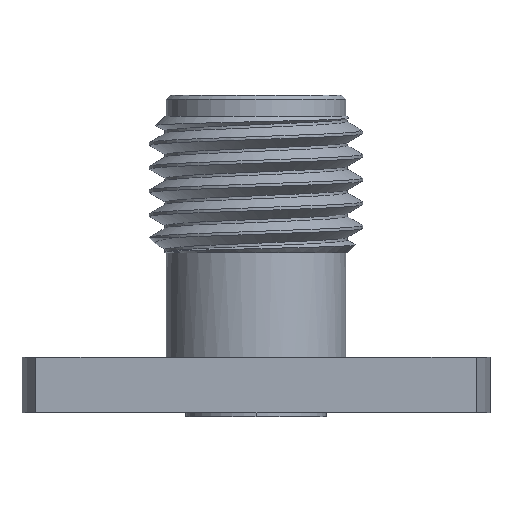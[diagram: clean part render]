
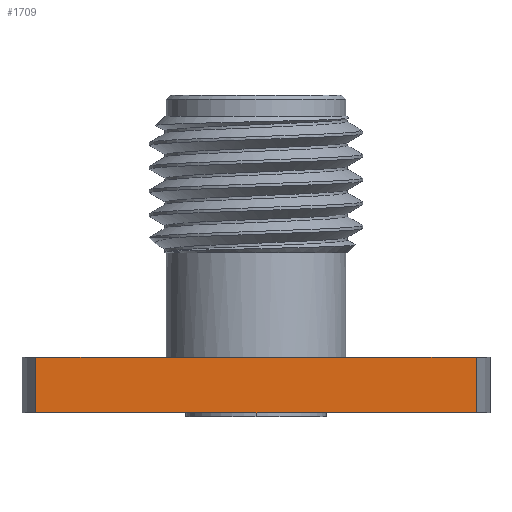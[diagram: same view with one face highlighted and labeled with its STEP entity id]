
A CAD part, left-side view. The second image highlights one B-rep face of the part: STEP entity #1709.
In plain terms, the highlighted planar face has unit normal (-1, 0, 0).
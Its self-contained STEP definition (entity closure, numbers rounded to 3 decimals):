
#35 = CARTESIAN_POINT ( 'NONE',  ( -2.415, 1.15, 0. ) ) ;
#68 = VERTEX_POINT ( 'NONE', #4472 ) ;
#106 = LINE ( 'NONE', #3459, #804 ) ;
#655 = VERTEX_POINT ( 'NONE', #4235 ) ;
#804 = VECTOR ( 'NONE', #1688, 1000. ) ;
#910 = DIRECTION ( 'NONE',  ( 0., -1., 0. ) ) ;
#926 = VERTEX_POINT ( 'NONE', #4448 ) ;
#1108 = VERTEX_POINT ( 'NONE', #35 ) ;
#1240 = DIRECTION ( 'NONE',  ( 0., -1., 0. ) ) ;
#1377 = CARTESIAN_POINT ( 'NONE',  ( -2.415, -6.554, -1.65 ) ) ;
#1620 = CARTESIAN_POINT ( 'NONE',  ( -2.415, -6.554, 0. ) ) ;
#1683 = ORIENTED_EDGE ( 'NONE', *, *, #2419, .F. ) ;
#1688 = DIRECTION ( 'NONE',  ( 0., -1., 0. ) ) ;
#1709 = ADVANCED_FACE ( 'NONE', ( #4528 ), #3726, .T. ) ;
#1717 = VERTEX_POINT ( 'NONE', #4507 ) ;
#1719 = CARTESIAN_POINT ( 'NONE',  ( -2.415, -6.554, -1.65 ) ) ;
#1845 = CARTESIAN_POINT ( 'NONE',  ( -2.415, 6.554, -1.65 ) ) ;
#1849 = ORIENTED_EDGE ( 'NONE', *, *, #2757, .F. ) ;
#2153 = DIRECTION ( 'NONE',  ( 0., -1., 0. ) ) ;
#2318 = VECTOR ( 'NONE', #4726, 1000. ) ;
#2401 = ORIENTED_EDGE ( 'NONE', *, *, #3359, .F. ) ;
#2419 = EDGE_CURVE ( 'NONE', #655, #68, #4009, .T. ) ;
#2579 = AXIS2_PLACEMENT_3D ( 'NONE', #4428, #4172, #2705 ) ;
#2608 = DIRECTION ( 'NONE',  ( 0., 0., 1. ) ) ;
#2685 = VECTOR ( 'NONE', #2153, 1000. ) ;
#2705 = DIRECTION ( 'NONE',  ( 0., 0., 1. ) ) ;
#2710 = EDGE_LOOP ( 'NONE', ( #2401, #1683, #4739, #4216, #2857, #1849 ) ) ;
#2757 = EDGE_CURVE ( 'NONE', #1108, #926, #4110, .T. ) ;
#2814 = CARTESIAN_POINT ( 'NONE',  ( -2.415, -6.554, 0. ) ) ;
#2857 = ORIENTED_EDGE ( 'NONE', *, *, #2939, .F. ) ;
#2923 = VECTOR ( 'NONE', #1240, 1000. ) ;
#2939 = EDGE_CURVE ( 'NONE', #926, #1717, #3251, .T. ) ;
#3251 = LINE ( 'NONE', #2814, #2685 ) ;
#3280 = LINE ( 'NONE', #1377, #2318 ) ;
#3319 = EDGE_CURVE ( 'NONE', #655, #4641, #3934, .T. ) ;
#3359 = EDGE_CURVE ( 'NONE', #68, #1108, #106, .T. ) ;
#3413 = CARTESIAN_POINT ( 'NONE',  ( -2.415, -6.554, -1.65 ) ) ;
#3459 = CARTESIAN_POINT ( 'NONE',  ( -2.415, -6.554, 0. ) ) ;
#3726 = PLANE ( 'NONE',  #2579 ) ;
#3758 = VECTOR ( 'NONE', #2608, 1000. ) ;
#3934 = LINE ( 'NONE', #3413, #4389 ) ;
#4009 = LINE ( 'NONE', #1845, #3758 ) ;
#4110 = LINE ( 'NONE', #1620, #2923 ) ;
#4172 = DIRECTION ( 'NONE',  ( -1., 0., 0. ) ) ;
#4216 = ORIENTED_EDGE ( 'NONE', *, *, #4663, .T. ) ;
#4235 = CARTESIAN_POINT ( 'NONE',  ( -2.415, 6.554, -1.65 ) ) ;
#4389 = VECTOR ( 'NONE', #910, 1000. ) ;
#4428 = CARTESIAN_POINT ( 'NONE',  ( -2.415, -6.554, -1.65 ) ) ;
#4448 = CARTESIAN_POINT ( 'NONE',  ( -2.415, -1.15, 0. ) ) ;
#4472 = CARTESIAN_POINT ( 'NONE',  ( -2.415, 6.554, 0. ) ) ;
#4507 = CARTESIAN_POINT ( 'NONE',  ( -2.415, -6.554, 0. ) ) ;
#4528 = FACE_OUTER_BOUND ( 'NONE', #2710, .T. ) ;
#4641 = VERTEX_POINT ( 'NONE', #1719 ) ;
#4663 = EDGE_CURVE ( 'NONE', #4641, #1717, #3280, .T. ) ;
#4726 = DIRECTION ( 'NONE',  ( 0., 0., 1. ) ) ;
#4739 = ORIENTED_EDGE ( 'NONE', *, *, #3319, .T. ) ;
